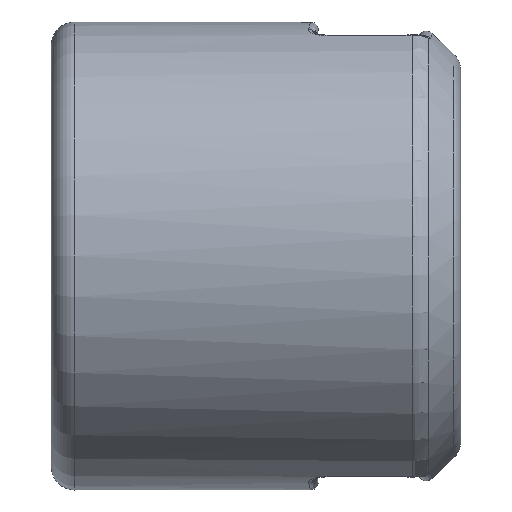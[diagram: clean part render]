
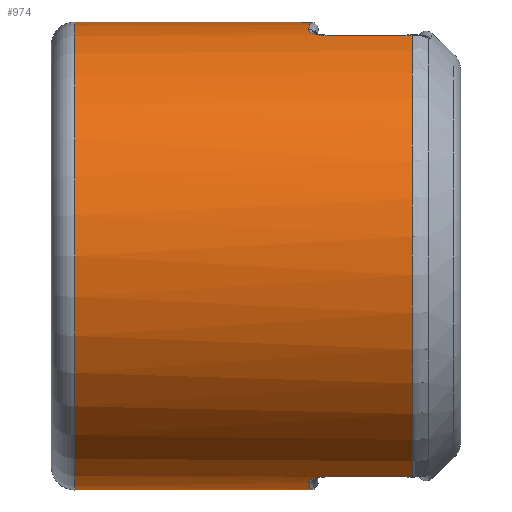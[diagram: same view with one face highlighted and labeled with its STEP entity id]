
A CAD part, left-side view. The second image highlights one B-rep face of the part: STEP entity #974.
In plain terms, the highlighted cylindrical face has radius 6 mm (diameter 12 mm), a full revolution.
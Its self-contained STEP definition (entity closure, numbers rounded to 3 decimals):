
#99=FACE_OUTER_BOUND('',#167,.T.);
#167=EDGE_LOOP('',(#735,#736,#737,#738,#739,#740,#741,#742,#743,#744,#745,
#746,#747,#748,#749,#750,#751,#752,#753,#754,#755));
#217=B_SPLINE_CURVE_WITH_KNOTS('',3,(#1580,#1581,#1582,#1583),
 .UNSPECIFIED.,.F.,.F.,(4,4),(-0.02,0.),.UNSPECIFIED.);
#219=B_SPLINE_CURVE_WITH_KNOTS('',3,(#1618,#1619,#1620,#1621),
 .UNSPECIFIED.,.F.,.F.,(4,4),(-0.293,0.),.UNSPECIFIED.);
#221=B_SPLINE_CURVE_WITH_KNOTS('',3,(#1673,#1674,#1675,#1676,#1677,#1678),
 .UNSPECIFIED.,.F.,.F.,(4,1,1,4),(-0.08,-0.057,
-0.034,0.),.UNSPECIFIED.);
#223=B_SPLINE_CURVE_WITH_KNOTS('',3,(#1714,#1715,#1716,#1717),
 .UNSPECIFIED.,.F.,.F.,(4,4),(-0.02,0.),.UNSPECIFIED.);
#227=B_SPLINE_CURVE_WITH_KNOTS('',3,(#1812,#1813,#1814,#1815,#1816,#1817),
 .UNSPECIFIED.,.F.,.F.,(4,1,1,4),(-0.08,-0.046,
-0.023,0.),.UNSPECIFIED.);
#237=B_SPLINE_CURVE_WITH_KNOTS('',3,(#1968,#1969,#1970,#1971),
 .UNSPECIFIED.,.F.,.F.,(4,4),(-0.02,0.),.UNSPECIFIED.);
#238=B_SPLINE_CURVE_WITH_KNOTS('',3,(#1975,#1976,#1977,#1978,#1979),
 .UNSPECIFIED.,.F.,.F.,(4,1,4),(-0.08,-0.034,
0.),.UNSPECIFIED.);
#239=B_SPLINE_CURVE_WITH_KNOTS('',3,(#1981,#1982,#1983,#1984),
 .UNSPECIFIED.,.F.,.F.,(4,4),(-0.293,0.),
 .UNSPECIFIED.);
#240=B_SPLINE_CURVE_WITH_KNOTS('',3,(#1986,#1987,#1988,#1989,#1990,#1991),
 .UNSPECIFIED.,.F.,.F.,(4,1,1,4),(-0.08,-0.057,
-0.034,0.),.UNSPECIFIED.);
#241=B_SPLINE_CURVE_WITH_KNOTS('',3,(#1994,#1995,#1996,#1997),
 .UNSPECIFIED.,.F.,.F.,(4,4),(-0.02,0.),.UNSPECIFIED.);
#288=CIRCLE('',#1066,6.);
#289=CIRCLE('',#1068,6.);
#290=CIRCLE('',#1069,6.);
#293=CIRCLE('',#1073,6.);
#294=CIRCLE('',#1074,6.);
#347=LINE('',#1592,#375);
#349=LINE('',#1689,#377);
#351=LINE('',#1966,#379);
#352=LINE('',#1973,#380);
#353=LINE('',#1993,#381);
#375=VECTOR('',#1212,10.);
#377=VECTOR('',#1224,10.);
#379=VECTOR('',#1254,6.);
#380=VECTOR('',#1255,10.);
#381=VECTOR('',#1256,10.);
#415=VERTEX_POINT('',#1550);
#417=VERTEX_POINT('',#1578);
#419=VERTEX_POINT('',#1590);
#421=VERTEX_POINT('',#1615);
#422=VERTEX_POINT('',#1617);
#425=VERTEX_POINT('',#1671);
#427=VERTEX_POINT('',#1687);
#429=VERTEX_POINT('',#1712);
#437=VERTEX_POINT('',#1941);
#438=VERTEX_POINT('',#1949);
#439=VERTEX_POINT('',#1951);
#442=VERTEX_POINT('',#1963);
#443=VERTEX_POINT('',#1964);
#444=VERTEX_POINT('',#1967);
#445=VERTEX_POINT('',#1972);
#446=VERTEX_POINT('',#1974);
#447=VERTEX_POINT('',#1980);
#448=VERTEX_POINT('',#1985);
#449=VERTEX_POINT('',#1992);
#515=EDGE_CURVE('',#417,#415,#217,.T.);
#518=EDGE_CURVE('',#419,#417,#347,.T.);
#521=EDGE_CURVE('',#421,#422,#219,.T.);
#525=EDGE_CURVE('',#425,#421,#221,.T.);
#528=EDGE_CURVE('',#427,#425,#349,.T.);
#531=EDGE_CURVE('',#429,#427,#223,.T.);
#536=EDGE_CURVE('',#422,#419,#227,.T.);
#548=EDGE_CURVE('',#437,#429,#288,.T.);
#549=EDGE_CURVE('',#415,#438,#289,.T.);
#550=EDGE_CURVE('',#438,#439,#290,.T.);
#554=EDGE_CURVE('',#442,#443,#293,.T.);
#555=EDGE_CURVE('',#442,#438,#351,.T.);
#556=EDGE_CURVE('',#444,#437,#237,.T.);
#557=EDGE_CURVE('',#445,#444,#352,.T.);
#558=EDGE_CURVE('',#446,#445,#238,.T.);
#559=EDGE_CURVE('',#447,#446,#239,.T.);
#560=EDGE_CURVE('',#448,#447,#240,.T.);
#561=EDGE_CURVE('',#449,#448,#353,.T.);
#562=EDGE_CURVE('',#439,#449,#241,.T.);
#563=EDGE_CURVE('',#443,#442,#294,.T.);
#735=ORIENTED_EDGE('',*,*,#554,.F.);
#736=ORIENTED_EDGE('',*,*,#555,.T.);
#737=ORIENTED_EDGE('',*,*,#549,.F.);
#738=ORIENTED_EDGE('',*,*,#515,.F.);
#739=ORIENTED_EDGE('',*,*,#518,.F.);
#740=ORIENTED_EDGE('',*,*,#536,.F.);
#741=ORIENTED_EDGE('',*,*,#521,.F.);
#742=ORIENTED_EDGE('',*,*,#525,.F.);
#743=ORIENTED_EDGE('',*,*,#528,.F.);
#744=ORIENTED_EDGE('',*,*,#531,.F.);
#745=ORIENTED_EDGE('',*,*,#548,.F.);
#746=ORIENTED_EDGE('',*,*,#556,.F.);
#747=ORIENTED_EDGE('',*,*,#557,.F.);
#748=ORIENTED_EDGE('',*,*,#558,.F.);
#749=ORIENTED_EDGE('',*,*,#559,.F.);
#750=ORIENTED_EDGE('',*,*,#560,.F.);
#751=ORIENTED_EDGE('',*,*,#561,.F.);
#752=ORIENTED_EDGE('',*,*,#562,.F.);
#753=ORIENTED_EDGE('',*,*,#550,.F.);
#754=ORIENTED_EDGE('',*,*,#555,.F.);
#755=ORIENTED_EDGE('',*,*,#563,.F.);
#938=CYLINDRICAL_SURFACE('',#1072,6.);
#974=ADVANCED_FACE('',(#99),#938,.T.);
#1066=AXIS2_PLACEMENT_3D('',#1947,#1238,#1239);
#1068=AXIS2_PLACEMENT_3D('',#1950,#1242,#1243);
#1069=AXIS2_PLACEMENT_3D('',#1952,#1244,#1245);
#1072=AXIS2_PLACEMENT_3D('',#1962,#1250,#1251);
#1073=AXIS2_PLACEMENT_3D('',#1965,#1252,#1253);
#1074=AXIS2_PLACEMENT_3D('',#1998,#1257,#1258);
#1212=DIRECTION('',(0.,-1.,0.));
#1224=DIRECTION('',(0.,1.,0.));
#1238=DIRECTION('center_axis',(0.,-1.,0.));
#1239=DIRECTION('ref_axis',(-1.,0.,0.));
#1242=DIRECTION('center_axis',(0.,-1.,0.));
#1243=DIRECTION('ref_axis',(-1.,0.,0.));
#1244=DIRECTION('center_axis',(0.,-1.,0.));
#1245=DIRECTION('ref_axis',(-1.,0.,0.));
#1250=DIRECTION('center_axis',(0.,1.,0.));
#1251=DIRECTION('ref_axis',(-0.766,0.,0.643));
#1252=DIRECTION('center_axis',(0.,1.,0.));
#1253=DIRECTION('ref_axis',(-0.766,0.,0.643));
#1254=DIRECTION('',(0.,-1.,0.));
#1255=DIRECTION('',(0.,-1.,0.));
#1256=DIRECTION('',(0.,1.,0.));
#1257=DIRECTION('center_axis',(0.,1.,0.));
#1258=DIRECTION('ref_axis',(-0.766,0.,0.643));
#1550=CARTESIAN_POINT('',(1.983,-15.251,29.588));
#1578=CARTESIAN_POINT('',(2.017,-15.059,29.6));
#1580=CARTESIAN_POINT('Ctrl Pts',(2.017,-15.059,29.6));
#1581=CARTESIAN_POINT('Ctrl Pts',(2.017,-15.124,29.6));
#1582=CARTESIAN_POINT('Ctrl Pts',(2.005,-15.19,29.596));
#1583=CARTESIAN_POINT('Ctrl Pts',(1.983,-15.251,29.588));
#1590=CARTESIAN_POINT('',(2.017,-13.072,29.6));
#1592=CARTESIAN_POINT('',(2.017,-10.5,29.6));
#1615=CARTESIAN_POINT('',(-1.5,-12.596,29.442));
#1617=CARTESIAN_POINT('',(1.5,-12.596,29.442));
#1618=CARTESIAN_POINT('Ctrl Pts',(-1.5,-12.596,29.442));
#1619=CARTESIAN_POINT('Ctrl Pts',(-0.523,-12.667,
29.189));
#1620=CARTESIAN_POINT('Ctrl Pts',(0.523,-12.667,29.189));
#1621=CARTESIAN_POINT('Ctrl Pts',(1.5,-12.596,29.442));
#1671=CARTESIAN_POINT('',(-2.017,-13.072,29.6));
#1673=CARTESIAN_POINT('Ctrl Pts',(-2.017,-13.072,29.6));
#1674=CARTESIAN_POINT('Ctrl Pts',(-2.017,-12.997,29.6));
#1675=CARTESIAN_POINT('Ctrl Pts',(-1.983,-12.845,29.588));
#1676=CARTESIAN_POINT('Ctrl Pts',(-1.807,-12.638,29.528));
#1677=CARTESIAN_POINT('Ctrl Pts',(-1.614,-12.588,29.471));
#1678=CARTESIAN_POINT('Ctrl Pts',(-1.5,-12.596,29.442));
#1687=CARTESIAN_POINT('',(-2.017,-15.059,29.6));
#1689=CARTESIAN_POINT('',(-2.017,-10.5,29.6));
#1712=CARTESIAN_POINT('',(-1.983,-15.251,29.588));
#1714=CARTESIAN_POINT('Ctrl Pts',(-1.983,-15.251,29.588));
#1715=CARTESIAN_POINT('Ctrl Pts',(-2.005,-15.19,29.596));
#1716=CARTESIAN_POINT('Ctrl Pts',(-2.017,-15.124,29.6));
#1717=CARTESIAN_POINT('Ctrl Pts',(-2.017,-15.059,29.6));
#1812=CARTESIAN_POINT('Ctrl Pts',(1.5,-12.596,29.442));
#1813=CARTESIAN_POINT('Ctrl Pts',(1.614,-12.588,29.471));
#1814=CARTESIAN_POINT('Ctrl Pts',(1.807,-12.638,29.528));
#1815=CARTESIAN_POINT('Ctrl Pts',(1.983,-12.845,29.588));
#1816=CARTESIAN_POINT('Ctrl Pts',(2.017,-12.997,29.6));
#1817=CARTESIAN_POINT('Ctrl Pts',(2.017,-13.072,29.6));
#1941=CARTESIAN_POINT('',(-1.983,-15.251,40.914));
#1947=CARTESIAN_POINT('Origin',(0.,-15.251,
35.251));
#1949=CARTESIAN_POINT('',(4.596,-15.251,31.394));
#1950=CARTESIAN_POINT('Origin',(0.,-15.251,
35.251));
#1951=CARTESIAN_POINT('',(1.983,-15.251,40.914));
#1952=CARTESIAN_POINT('Origin',(0.,-15.251,
35.251));
#1962=CARTESIAN_POINT('Origin',(0.,-10.5,35.251));
#1963=CARTESIAN_POINT('',(4.596,-6.6,31.394));
#1964=CARTESIAN_POINT('',(0.,-6.6,29.251));
#1965=CARTESIAN_POINT('Origin',(0.,-6.6,35.251));
#1966=CARTESIAN_POINT('',(4.596,-10.5,31.394));
#1967=CARTESIAN_POINT('',(-2.017,-15.059,40.902));
#1968=CARTESIAN_POINT('Ctrl Pts',(-2.017,-15.059,40.902));
#1969=CARTESIAN_POINT('Ctrl Pts',(-2.017,-15.124,40.902));
#1970=CARTESIAN_POINT('Ctrl Pts',(-2.005,-15.19,40.906));
#1971=CARTESIAN_POINT('Ctrl Pts',(-1.983,-15.251,40.914));
#1972=CARTESIAN_POINT('',(-2.017,-13.072,40.902));
#1973=CARTESIAN_POINT('',(-2.017,-10.5,40.902));
#1974=CARTESIAN_POINT('',(-1.5,-12.596,41.061));
#1975=CARTESIAN_POINT('Ctrl Pts',(-1.5,-12.596,41.061));
#1976=CARTESIAN_POINT('Ctrl Pts',(-1.652,-12.585,41.021));
#1977=CARTESIAN_POINT('Ctrl Pts',(-1.923,-12.691,40.937));
#1978=CARTESIAN_POINT('Ctrl Pts',(-2.017,-12.959,40.902));
#1979=CARTESIAN_POINT('Ctrl Pts',(-2.017,-13.072,40.902));
#1980=CARTESIAN_POINT('',(1.5,-12.596,41.061));
#1981=CARTESIAN_POINT('Ctrl Pts',(1.5,-12.596,41.061));
#1982=CARTESIAN_POINT('Ctrl Pts',(0.523,-12.667,41.313));
#1983=CARTESIAN_POINT('Ctrl Pts',(-0.523,-12.667,
41.313));
#1984=CARTESIAN_POINT('Ctrl Pts',(-1.5,-12.596,41.061));
#1985=CARTESIAN_POINT('',(2.017,-13.072,40.902));
#1986=CARTESIAN_POINT('Ctrl Pts',(2.017,-13.072,40.902));
#1987=CARTESIAN_POINT('Ctrl Pts',(2.017,-12.997,40.902));
#1988=CARTESIAN_POINT('Ctrl Pts',(1.983,-12.845,40.914));
#1989=CARTESIAN_POINT('Ctrl Pts',(1.807,-12.638,40.974));
#1990=CARTESIAN_POINT('Ctrl Pts',(1.614,-12.588,41.031));
#1991=CARTESIAN_POINT('Ctrl Pts',(1.5,-12.596,41.061));
#1992=CARTESIAN_POINT('',(2.017,-15.059,40.902));
#1993=CARTESIAN_POINT('',(2.017,-10.5,40.902));
#1994=CARTESIAN_POINT('Ctrl Pts',(1.983,-15.251,40.914));
#1995=CARTESIAN_POINT('Ctrl Pts',(2.005,-15.19,40.906));
#1996=CARTESIAN_POINT('Ctrl Pts',(2.017,-15.124,40.902));
#1997=CARTESIAN_POINT('Ctrl Pts',(2.017,-15.059,40.902));
#1998=CARTESIAN_POINT('Origin',(0.,-6.6,35.251));
